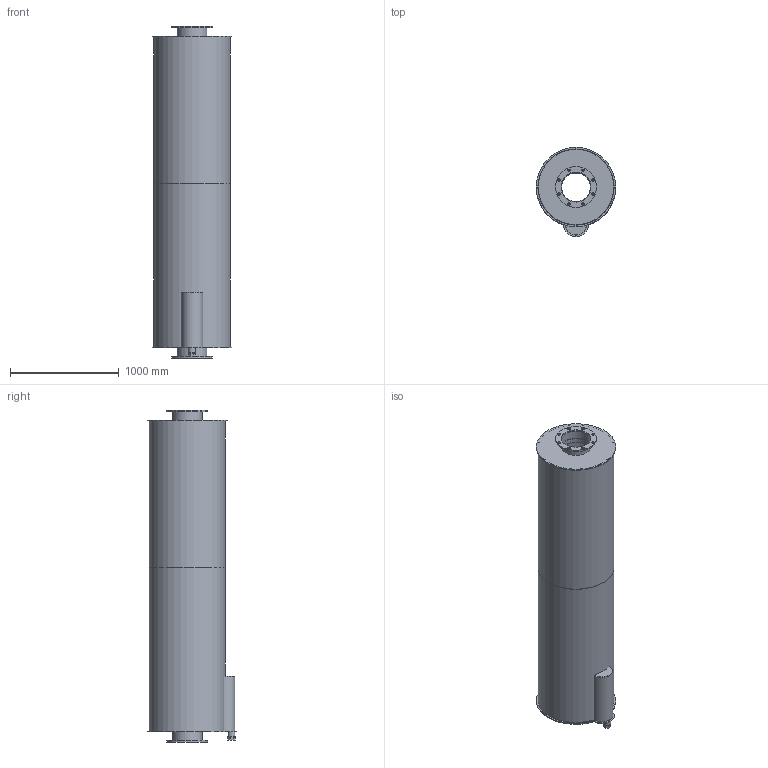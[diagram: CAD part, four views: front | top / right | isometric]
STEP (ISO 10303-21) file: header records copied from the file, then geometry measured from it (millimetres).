
FILE_DESCRIPTION(/* description */ (''),/* implementation_level */ '2;1');
FILE_NAME(/* name */ 'Vhdd 10.stp',/* time_stamp */ '2015-01-21T11:56:24+01:00',/* author */ ('Tekenkamer'),/* organization */ (''),/* preprocessor_version */ 'ST-DEVELOPER v15.6',/* originating_system */ 'Autodesk Inventor 2015',/* authorisation */ '');
FILE_SCHEMA (('AUTOMOTIVE_DESIGN { 1 0 10303 214 3 1 1 }'));
Length unit declared in the file: millimetre
Products named in the file (1): MAAT3D
Bounding box: 730 x 815.76 x 3050 mm (x, y, z)
Volume: 27374624.8 mm3; surface area: 15077942.9 mm2
Topology: 12 solids, 12 shells, 74 faces, 150 edges, 100 vertices
Faces by surface type: cylinder 40, plane 34
Full cylindrical faces by diameter (mm): 22 x16, 54.1 x2, 60.3 x1, 267 x2, 273 x2, 275 x4, 375 x2, 694 x2, 700 x2, 730 x1
Entity records: 1928 total; most frequent: DIRECTION 346, CARTESIAN_POINT 291, ORIENTED_EDGE 232, EDGE_LOOP 160, AXIS2_PLACEMENT_3D 155, EDGE_CURVE 116, VERTEX_POINT 100, FACE_BOUND 86
